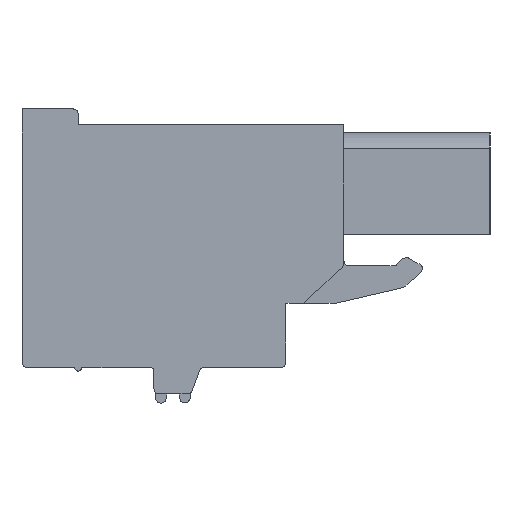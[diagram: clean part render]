
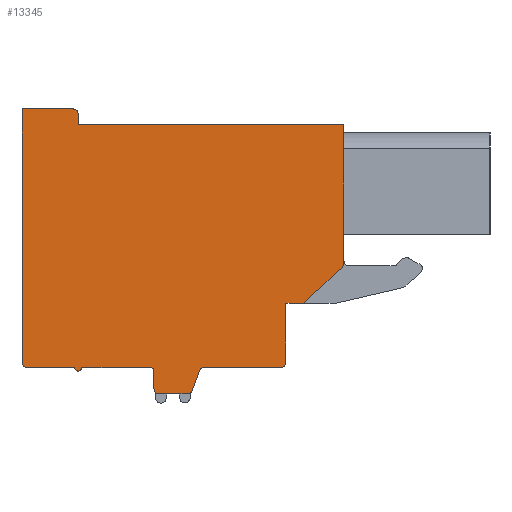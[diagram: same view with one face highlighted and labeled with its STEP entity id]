
A CAD part, left-side view. The second image highlights one B-rep face of the part: STEP entity #13345.
In plain terms, the highlighted planar face has unit normal (-1, 0, 0).
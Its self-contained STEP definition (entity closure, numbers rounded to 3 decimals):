
#538=DIRECTION('',(0.,0.,1.));
#539=VECTOR('',#538,7.87);
#540=CARTESIAN_POINT('',(-61.58,-5.66,-0.91));
#541=LINE('',#540,#539);
#2448=CARTESIAN_POINT('',(-61.58,-5.36,-0.91));
#2449=DIRECTION('',(1.,0.,0.));
#2450=DIRECTION('',(0.,-1.,0.));
#2451=AXIS2_PLACEMENT_3D('',#2448,#2449,#2450);
#2453=DIRECTION('',(0.,0.731,-0.683));
#2454=VECTOR('',#2453,3.018);
#2455=CARTESIAN_POINT('',(-61.58,-5.565,-1.129));
#2456=LINE('',#2455,#2454);
#2457=DIRECTION('',(0.,1.,0.));
#2458=VECTOR('',#2457,1.);
#2459=CARTESIAN_POINT('',(-61.58,-3.36,-3.19));
#2460=LINE('',#2459,#2458);
#2461=DIRECTION('',(0.,0.,-1.));
#2462=VECTOR('',#2461,3.35);
#2463=CARTESIAN_POINT('',(-61.58,-2.36,-3.19));
#2464=LINE('',#2463,#2462);
#2465=CARTESIAN_POINT('',(-61.58,-2.06,-6.54));
#2466=DIRECTION('',(1.,0.,0.));
#2467=DIRECTION('',(0.,-1.,0.));
#2468=AXIS2_PLACEMENT_3D('',#2465,#2466,#2467);
#2470=DIRECTION('',(0.,1.,0.));
#2471=VECTOR('',#2470,4.34);
#2472=CARTESIAN_POINT('',(-61.58,-2.06,-6.84));
#2473=LINE('',#2472,#2471);
#2474=CARTESIAN_POINT('',(-61.58,2.28,-7.14));
#2475=DIRECTION('',(-1.,0.,0.));
#2476=DIRECTION('',(0.,0.,1.));
#2477=AXIS2_PLACEMENT_3D('',#2474,#2475,#2476);
#2479=DIRECTION('',(0.,0.345,-0.939));
#2480=VECTOR('',#2479,1.179);
#2481=CARTESIAN_POINT('',(-61.58,2.562,-7.037));
#2482=LINE('',#2481,#2480);
#2483=CARTESIAN_POINT('',(-61.58,3.25,-8.04));
#2484=DIRECTION('',(1.,0.,0.));
#2485=DIRECTION('',(0.,-0.939,-0.345));
#2486=AXIS2_PLACEMENT_3D('',#2483,#2484,#2485);
#2488=DIRECTION('',(0.,1.,0.));
#2489=VECTOR('',#2488,1.59);
#2490=CARTESIAN_POINT('',(-61.58,3.25,-8.34));
#2491=LINE('',#2490,#2489);
#2492=CARTESIAN_POINT('',(-61.58,4.84,-8.04));
#2493=DIRECTION('',(1.,0.,0.));
#2494=DIRECTION('',(0.,0.,-1.));
#2495=AXIS2_PLACEMENT_3D('',#2492,#2493,#2494);
#2497=DIRECTION('',(0.,0.,1.));
#2498=VECTOR('',#2497,1.);
#2499=CARTESIAN_POINT('',(-61.58,5.14,-8.04));
#2500=LINE('',#2499,#2498);
#2501=CARTESIAN_POINT('',(-61.58,5.34,-7.04));
#2502=DIRECTION('',(-1.,0.,0.));
#2503=DIRECTION('',(0.,-1.,0.));
#2504=AXIS2_PLACEMENT_3D('',#2501,#2502,#2503);
#2506=DIRECTION('',(0.,1.,0.));
#2507=VECTOR('',#2506,3.9);
#2508=CARTESIAN_POINT('',(-61.58,5.34,-6.84));
#2509=LINE('',#2508,#2507);
#2510=CARTESIAN_POINT('',(-61.58,9.44,-6.84));
#2511=DIRECTION('',(1.,0.,0.));
#2512=DIRECTION('',(0.,-1.,0.));
#2513=AXIS2_PLACEMENT_3D('',#2510,#2511,#2512);
#2515=DIRECTION('',(0.,1.,0.));
#2516=VECTOR('',#2515,2.7);
#2517=CARTESIAN_POINT('',(-61.58,9.64,-6.84));
#2518=LINE('',#2517,#2516);
#2519=CARTESIAN_POINT('',(-61.58,12.34,-6.54));
#2520=DIRECTION('',(1.,0.,0.));
#2521=DIRECTION('',(0.,0.,-1.));
#2522=AXIS2_PLACEMENT_3D('',#2519,#2520,#2521);
#2524=DIRECTION('',(0.,0.,1.));
#2525=VECTOR('',#2524,14.4);
#2526=CARTESIAN_POINT('',(-61.58,12.64,-6.54));
#2527=LINE('',#2526,#2525);
#2528=DIRECTION('',(0.,-1.,0.));
#2529=VECTOR('',#2528,2.9);
#2530=CARTESIAN_POINT('',(-61.58,12.64,7.86));
#2531=LINE('',#2530,#2529);
#2532=CARTESIAN_POINT('',(-61.58,9.74,7.56));
#2533=DIRECTION('',(1.,0.,0.));
#2534=DIRECTION('',(0.,0.,1.));
#2535=AXIS2_PLACEMENT_3D('',#2532,#2533,#2534);
#2537=DIRECTION('',(0.,0.,-1.));
#2538=VECTOR('',#2537,0.6);
#2539=CARTESIAN_POINT('',(-61.58,9.44,7.56));
#2540=LINE('',#2539,#2538);
#2541=DIRECTION('',(0.,-1.,0.));
#2542=VECTOR('',#2541,15.1);
#2543=CARTESIAN_POINT('',(-61.58,9.44,6.96));
#2544=LINE('',#2543,#2542);
#7609=CARTESIAN_POINT('',(-61.58,9.44,6.96));
#7610=CARTESIAN_POINT('',(-61.58,-5.66,6.96));
#7611=VERTEX_POINT('',#7609);
#7612=VERTEX_POINT('',#7610);
#7613=CARTESIAN_POINT('',(-61.58,-5.66,-0.91));
#7614=CARTESIAN_POINT('',(-61.58,-5.565,-1.129));
#7615=VERTEX_POINT('',#7613);
#7616=VERTEX_POINT('',#7614);
#7617=CARTESIAN_POINT('',(-61.58,-3.36,-3.19));
#7618=VERTEX_POINT('',#7617);
#7619=CARTESIAN_POINT('',(-61.58,-2.36,-3.19));
#7620=VERTEX_POINT('',#7619);
#7621=CARTESIAN_POINT('',(-61.58,-2.36,-6.54));
#7622=VERTEX_POINT('',#7621);
#7623=CARTESIAN_POINT('',(-61.58,-2.06,-6.84));
#7624=VERTEX_POINT('',#7623);
#7625=CARTESIAN_POINT('',(-61.58,2.28,-6.84));
#7626=VERTEX_POINT('',#7625);
#7627=CARTESIAN_POINT('',(-61.58,2.562,-7.037));
#7628=VERTEX_POINT('',#7627);
#7629=CARTESIAN_POINT('',(-61.58,2.968,-8.143));
#7630=VERTEX_POINT('',#7629);
#7631=CARTESIAN_POINT('',(-61.58,3.25,-8.34));
#7632=VERTEX_POINT('',#7631);
#7633=CARTESIAN_POINT('',(-61.58,4.84,-8.34));
#7634=VERTEX_POINT('',#7633);
#7635=CARTESIAN_POINT('',(-61.58,5.14,-8.04));
#7636=VERTEX_POINT('',#7635);
#7637=CARTESIAN_POINT('',(-61.58,5.14,-7.04));
#7638=VERTEX_POINT('',#7637);
#7639=CARTESIAN_POINT('',(-61.58,5.34,-6.84));
#7640=VERTEX_POINT('',#7639);
#7641=CARTESIAN_POINT('',(-61.58,9.24,-6.84));
#7642=VERTEX_POINT('',#7641);
#7643=CARTESIAN_POINT('',(-61.58,9.64,-6.84));
#7644=VERTEX_POINT('',#7643);
#7645=CARTESIAN_POINT('',(-61.58,12.34,-6.84));
#7646=VERTEX_POINT('',#7645);
#7647=CARTESIAN_POINT('',(-61.58,12.64,-6.54));
#7648=VERTEX_POINT('',#7647);
#7649=CARTESIAN_POINT('',(-61.58,12.64,7.86));
#7650=VERTEX_POINT('',#7649);
#7651=CARTESIAN_POINT('',(-61.58,9.74,7.86));
#7652=VERTEX_POINT('',#7651);
#7653=CARTESIAN_POINT('',(-61.58,9.44,7.56));
#7654=VERTEX_POINT('',#7653);
#13296=CARTESIAN_POINT('',(-61.58,0.,0.));
#13297=DIRECTION('',(1.,0.,0.));
#13298=DIRECTION('',(0.,-1.,0.));
#13299=AXIS2_PLACEMENT_3D('',#13296,#13297,#13298);
#13300=PLANE('',#13299);
#13301=ORIENTED_EDGE('',*,*,#9998,.F.);
#13302=ORIENTED_EDGE('',*,*,#13276,.T.);
#13303=ORIENTED_EDGE('',*,*,#13202,.T.);
#13304=ORIENTED_EDGE('',*,*,#13176,.T.);
#13306=ORIENTED_EDGE('',*,*,#13305,.T.);
#13308=ORIENTED_EDGE('',*,*,#13307,.T.);
#13310=ORIENTED_EDGE('',*,*,#13309,.T.);
#13312=ORIENTED_EDGE('',*,*,#13311,.T.);
#13314=ORIENTED_EDGE('',*,*,#13313,.T.);
#13316=ORIENTED_EDGE('',*,*,#13315,.T.);
#13318=ORIENTED_EDGE('',*,*,#13317,.T.);
#13320=ORIENTED_EDGE('',*,*,#13319,.T.);
#13322=ORIENTED_EDGE('',*,*,#13321,.T.);
#13324=ORIENTED_EDGE('',*,*,#13323,.T.);
#13326=ORIENTED_EDGE('',*,*,#13325,.T.);
#13328=ORIENTED_EDGE('',*,*,#13327,.T.);
#13330=ORIENTED_EDGE('',*,*,#13329,.T.);
#13332=ORIENTED_EDGE('',*,*,#13331,.T.);
#13334=ORIENTED_EDGE('',*,*,#13333,.T.);
#13336=ORIENTED_EDGE('',*,*,#13335,.T.);
#13338=ORIENTED_EDGE('',*,*,#13337,.T.);
#13340=ORIENTED_EDGE('',*,*,#13339,.T.);
#13342=ORIENTED_EDGE('',*,*,#13341,.T.);
#13343=EDGE_LOOP('',(#13301,#13302,#13303,#13304,#13306,#13308,#13310,#13312,
#13314,#13316,#13318,#13320,#13322,#13324,#13326,#13328,#13330,#13332,#13334,
#13336,#13338,#13340,#13342));
#13344=FACE_OUTER_BOUND('',#13343,.F.);
#13345=ADVANCED_FACE('',(#13344),#13300,.F.);
#2452=CIRCLE('',#2451,0.3);
#2469=CIRCLE('',#2468,0.3);
#2478=CIRCLE('',#2477,0.3);
#2487=CIRCLE('',#2486,0.3);
#2496=CIRCLE('',#2495,0.3);
#2505=CIRCLE('',#2504,0.2);
#2514=CIRCLE('',#2513,0.2);
#2523=CIRCLE('',#2522,0.3);
#2536=CIRCLE('',#2535,0.3);
#9998=EDGE_CURVE('',#7615,#7612,#541,.T.);
#13176=EDGE_CURVE('',#7618,#7620,#2460,.T.);
#13202=EDGE_CURVE('',#7616,#7618,#2456,.T.);
#13276=EDGE_CURVE('',#7615,#7616,#2452,.T.);
#13305=EDGE_CURVE('',#7620,#7622,#2464,.T.);
#13307=EDGE_CURVE('',#7622,#7624,#2469,.T.);
#13309=EDGE_CURVE('',#7624,#7626,#2473,.T.);
#13311=EDGE_CURVE('',#7626,#7628,#2478,.T.);
#13313=EDGE_CURVE('',#7628,#7630,#2482,.T.);
#13315=EDGE_CURVE('',#7630,#7632,#2487,.T.);
#13317=EDGE_CURVE('',#7632,#7634,#2491,.T.);
#13319=EDGE_CURVE('',#7634,#7636,#2496,.T.);
#13321=EDGE_CURVE('',#7636,#7638,#2500,.T.);
#13323=EDGE_CURVE('',#7638,#7640,#2505,.T.);
#13325=EDGE_CURVE('',#7640,#7642,#2509,.T.);
#13327=EDGE_CURVE('',#7642,#7644,#2514,.T.);
#13329=EDGE_CURVE('',#7644,#7646,#2518,.T.);
#13331=EDGE_CURVE('',#7646,#7648,#2523,.T.);
#13333=EDGE_CURVE('',#7648,#7650,#2527,.T.);
#13335=EDGE_CURVE('',#7650,#7652,#2531,.T.);
#13337=EDGE_CURVE('',#7652,#7654,#2536,.T.);
#13339=EDGE_CURVE('',#7654,#7611,#2540,.T.);
#13341=EDGE_CURVE('',#7611,#7612,#2544,.T.);
